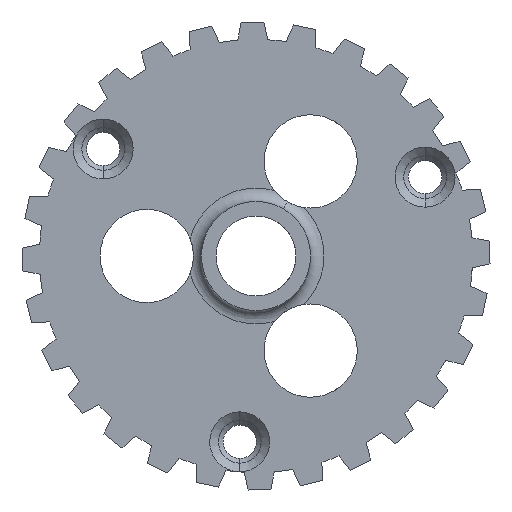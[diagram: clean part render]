
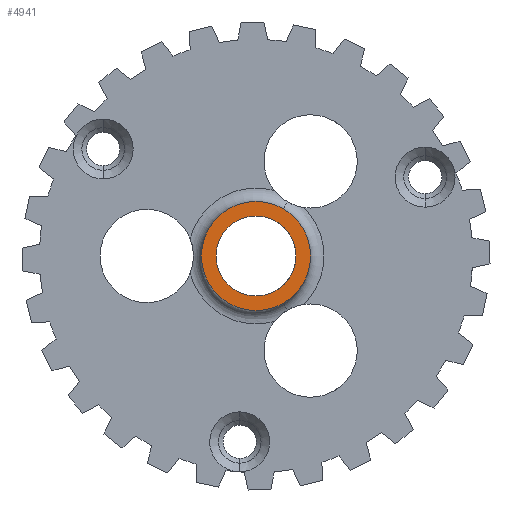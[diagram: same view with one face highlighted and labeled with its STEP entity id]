
A CAD part, front view. The second image highlights one B-rep face of the part: STEP entity #4941.
In plain terms, the highlighted planar face has unit normal (0, -1, 0).
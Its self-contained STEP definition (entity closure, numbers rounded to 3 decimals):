
#1732=CARTESIAN_POINT('',(0.,-3.15,0.));
#1733=DIRECTION('',(0.,1.,0.));
#1734=DIRECTION('',(0.,0.,1.));
#1735=AXIS2_PLACEMENT_3D('',#1732,#1733,#1734);
#1737=CARTESIAN_POINT('',(0.,-3.15,0.));
#1738=DIRECTION('',(0.,1.,0.));
#1739=DIRECTION('',(0.,0.,-1.));
#1740=AXIS2_PLACEMENT_3D('',#1737,#1738,#1739);
#1742=CARTESIAN_POINT('',(0.,-3.15,0.));
#1743=DIRECTION('',(0.,-1.,0.));
#1744=DIRECTION('',(0.,0.,1.));
#1745=AXIS2_PLACEMENT_3D('',#1742,#1743,#1744);
#1747=CARTESIAN_POINT('',(0.,-3.15,0.));
#1748=DIRECTION('',(0.,-1.,0.));
#1749=DIRECTION('',(0.,0.,-1.));
#1750=AXIS2_PLACEMENT_3D('',#1747,#1748,#1749);
#2644=CARTESIAN_POINT('',(0.,-3.15,2.05));
#2645=CARTESIAN_POINT('',(0.,-3.15,-2.05));
#2646=VERTEX_POINT('',#2644);
#2647=VERTEX_POINT('',#2645);
#2648=CARTESIAN_POINT('',(0.,-3.15,1.5));
#2649=CARTESIAN_POINT('',(0.,-3.15,-1.5));
#2650=VERTEX_POINT('',#2648);
#2651=VERTEX_POINT('',#2649);
#4926=CARTESIAN_POINT('',(0.,-3.15,0.));
#4927=DIRECTION('',(0.,1.,0.));
#4928=DIRECTION('',(0.,0.,1.));
#4929=AXIS2_PLACEMENT_3D('',#4926,#4927,#4928);
#4930=PLANE('',#4929);
#4932=ORIENTED_EDGE('',*,*,#4931,.T.);
#4934=ORIENTED_EDGE('',*,*,#4933,.T.);
#4935=EDGE_LOOP('',(#4932,#4934));
#4936=FACE_OUTER_BOUND('',#4935,.F.);
#4937=ORIENTED_EDGE('',*,*,#4891,.T.);
#4938=ORIENTED_EDGE('',*,*,#4911,.T.);
#4939=EDGE_LOOP('',(#4937,#4938));
#4940=FACE_BOUND('',#4939,.F.);
#4941=ADVANCED_FACE('',(#4936,#4940),#4930,.F.);
#1736=CIRCLE('',#1735,2.05);
#1741=CIRCLE('',#1740,2.05);
#1746=CIRCLE('',#1745,1.5);
#1751=CIRCLE('',#1750,1.5);
#4891=EDGE_CURVE('',#2650,#2651,#1746,.T.);
#4911=EDGE_CURVE('',#2651,#2650,#1751,.T.);
#4931=EDGE_CURVE('',#2646,#2647,#1736,.T.);
#4933=EDGE_CURVE('',#2647,#2646,#1741,.T.);
